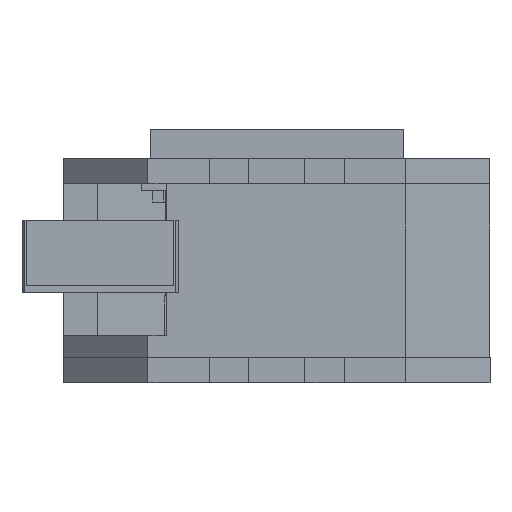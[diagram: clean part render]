
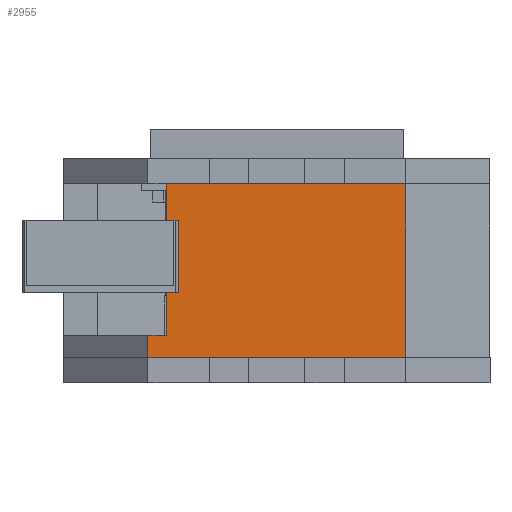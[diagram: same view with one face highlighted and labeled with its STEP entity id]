
A CAD part, left-side view. The second image highlights one B-rep face of the part: STEP entity #2955.
In plain terms, the highlighted face is planar.
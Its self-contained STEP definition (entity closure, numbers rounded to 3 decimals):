
#33 = CARTESIAN_POINT ( 'NONE',  ( 104., -23., 4. ) ) ;
#46 = VECTOR ( 'NONE', #3762, 1000. ) ;
#201 = CARTESIAN_POINT ( 'NONE',  ( 104., -23., 0. ) ) ;
#274 = EDGE_CURVE ( 'NONE', #5121, #293, #4164, .T. ) ;
#281 = LINE ( 'NONE', #813, #5106 ) ;
#293 = VERTEX_POINT ( 'NONE', #4579 ) ;
#331 = EDGE_CURVE ( 'NONE', #5356, #937, #670, .T. ) ;
#391 = LINE ( 'NONE', #2055, #46 ) ;
#431 = AXIS2_PLACEMENT_3D ( 'NONE', #5273, #4037, #4456 ) ;
#552 = LINE ( 'NONE', #4852, #4753 ) ;
#616 = ORIENTED_EDGE ( 'NONE', *, *, #274, .F. ) ;
#644 = CARTESIAN_POINT ( 'NONE',  ( 104., -19.736, 31. ) ) ;
#670 = LINE ( 'NONE', #3347, #1798 ) ;
#813 = CARTESIAN_POINT ( 'NONE',  ( 104., -23., 31. ) ) ;
#937 = VERTEX_POINT ( 'NONE', #2508 ) ;
#1556 = ORIENTED_EDGE ( 'NONE', *, *, #3793, .T. ) ;
#1798 = VECTOR ( 'NONE', #2425, 1000. ) ;
#1849 = FACE_OUTER_BOUND ( 'NONE', #2833, .T. ) ;
#1943 = CARTESIAN_POINT ( 'NONE',  ( 104., -19.736, 4. ) ) ;
#2001 = VECTOR ( 'NONE', #4931, 1000. ) ;
#2055 = CARTESIAN_POINT ( 'NONE',  ( 104., -23., 4. ) ) ;
#2258 = VECTOR ( 'NONE', #5020, 1000. ) ;
#2280 = ORIENTED_EDGE ( 'NONE', *, *, #5170, .F. ) ;
#2309 = PLANE ( 'NONE',  #431 ) ;
#2425 = DIRECTION ( 'NONE',  ( 0., 0., -1. ) ) ;
#2508 = CARTESIAN_POINT ( 'NONE',  ( 104., 23., 0. ) ) ;
#2747 = CARTESIAN_POINT ( 'NONE',  ( 104., 23., 31. ) ) ;
#2833 = EDGE_LOOP ( 'NONE', ( #616, #3207, #4277, #1556, #4640, #2280 ) ) ;
#2855 = CARTESIAN_POINT ( 'NONE',  ( 104., -23., 0. ) ) ;
#2955 = ADVANCED_FACE ( 'NONE', ( #1849 ), #2309, .F. ) ;
#3207 = ORIENTED_EDGE ( 'NONE', *, *, #4730, .T. ) ;
#3347 = CARTESIAN_POINT ( 'NONE',  ( 104., 23., 31. ) ) ;
#3509 = DIRECTION ( 'NONE',  ( 0., 1., 0. ) ) ;
#3762 = DIRECTION ( 'NONE',  ( 0., -1., 0. ) ) ;
#3793 = EDGE_CURVE ( 'NONE', #4657, #937, #5044, .T. ) ;
#3950 = DIRECTION ( 'NONE',  ( 0., 0., -1. ) ) ;
#4037 = DIRECTION ( 'NONE',  ( -1., 0., 0. ) ) ;
#4164 = LINE ( 'NONE', #644, #2258 ) ;
#4277 = ORIENTED_EDGE ( 'NONE', *, *, #5311, .T. ) ;
#4456 = DIRECTION ( 'NONE',  ( 0., -1., 0. ) ) ;
#4579 = CARTESIAN_POINT ( 'NONE',  ( 104., -19.736, 31. ) ) ;
#4640 = ORIENTED_EDGE ( 'NONE', *, *, #331, .F. ) ;
#4657 = VERTEX_POINT ( 'NONE', #201 ) ;
#4730 = EDGE_CURVE ( 'NONE', #5121, #5156, #391, .T. ) ;
#4753 = VECTOR ( 'NONE', #3950, 1000. ) ;
#4852 = CARTESIAN_POINT ( 'NONE',  ( 104., -23., 31. ) ) ;
#4931 = DIRECTION ( 'NONE',  ( 0., 1., 0. ) ) ;
#5020 = DIRECTION ( 'NONE',  ( 0., 0., 1. ) ) ;
#5044 = LINE ( 'NONE', #2855, #2001 ) ;
#5106 = VECTOR ( 'NONE', #3509, 1000. ) ;
#5121 = VERTEX_POINT ( 'NONE', #1943 ) ;
#5156 = VERTEX_POINT ( 'NONE', #33 ) ;
#5170 = EDGE_CURVE ( 'NONE', #293, #5356, #281, .T. ) ;
#5273 = CARTESIAN_POINT ( 'NONE',  ( 104., -23., 31. ) ) ;
#5311 = EDGE_CURVE ( 'NONE', #5156, #4657, #552, .T. ) ;
#5356 = VERTEX_POINT ( 'NONE', #2747 ) ;
